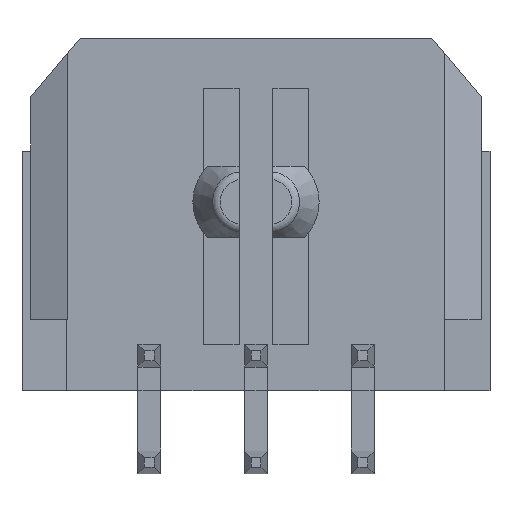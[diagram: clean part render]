
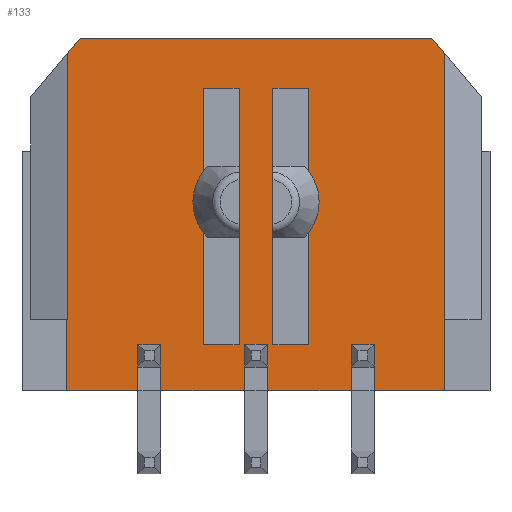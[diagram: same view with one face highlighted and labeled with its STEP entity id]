
A CAD part, front view. The second image highlights one B-rep face of the part: STEP entity #133.
In plain terms, the highlighted planar face has unit normal (0, -1, 0).
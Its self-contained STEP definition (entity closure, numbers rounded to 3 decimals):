
#133=ADVANCED_FACE('',(#559,#560,#561),#562,.T.);
#559=FACE_OUTER_BOUND('',#1283,.T.);
#560=FACE_BOUND('',#1284,.T.);
#561=FACE_BOUND('',#1285,.T.);
#562=PLANE('',#1286);
#1283=EDGE_LOOP('',(#2448,#2449,#2450,#2451,#2452,#2453,#2454,#2455,#2456,#2457,#2458,#2459,#2460,#2461,#2462,#2463,#2464,#2465,#2466,#2467,#2468,#2469,#2470,#2471,#2472,#2473,#2474));
#1284=EDGE_LOOP('',(#2475,#2476,#2477,#2478));
#1285=EDGE_LOOP('',(#2479,#2480,#2481,#2482));
#1286=AXIS2_PLACEMENT_3D('',#2483,#2484,#2485);
#2448=ORIENTED_EDGE('',*,*,#4973,.F.);
#2449=ORIENTED_EDGE('',*,*,#4962,.F.);
#2450=ORIENTED_EDGE('',*,*,#4974,.T.);
#2451=ORIENTED_EDGE('',*,*,#4975,.T.);
#2452=ORIENTED_EDGE('',*,*,#4976,.T.);
#2453=ORIENTED_EDGE('',*,*,#4977,.F.);
#2454=ORIENTED_EDGE('',*,*,#4978,.F.);
#2455=ORIENTED_EDGE('',*,*,#4952,.F.);
#2456=ORIENTED_EDGE('',*,*,#4979,.T.);
#2457=ORIENTED_EDGE('',*,*,#4980,.T.);
#2458=ORIENTED_EDGE('',*,*,#4981,.F.);
#2459=ORIENTED_EDGE('',*,*,#4982,.F.);
#2460=ORIENTED_EDGE('',*,*,#4914,.F.);
#2461=ORIENTED_EDGE('',*,*,#4945,.F.);
#2462=ORIENTED_EDGE('',*,*,#4732,.F.);
#2463=ORIENTED_EDGE('',*,*,#4983,.F.);
#2464=ORIENTED_EDGE('',*,*,#4984,.T.);
#2465=ORIENTED_EDGE('',*,*,#4985,.F.);
#2466=ORIENTED_EDGE('',*,*,#4986,.T.);
#2467=ORIENTED_EDGE('',*,*,#4987,.T.);
#2468=ORIENTED_EDGE('',*,*,#4731,.T.);
#2469=ORIENTED_EDGE('',*,*,#4988,.T.);
#2470=ORIENTED_EDGE('',*,*,#4958,.F.);
#2471=ORIENTED_EDGE('',*,*,#4989,.T.);
#2472=ORIENTED_EDGE('',*,*,#4990,.T.);
#2473=ORIENTED_EDGE('',*,*,#4991,.T.);
#2474=ORIENTED_EDGE('',*,*,#4992,.F.);
#2475=ORIENTED_EDGE('',*,*,#4993,.T.);
#2476=ORIENTED_EDGE('',*,*,#4994,.F.);
#2477=ORIENTED_EDGE('',*,*,#4995,.T.);
#2478=ORIENTED_EDGE('',*,*,#4996,.T.);
#2479=ORIENTED_EDGE('',*,*,#4997,.F.);
#2480=ORIENTED_EDGE('',*,*,#4998,.F.);
#2481=ORIENTED_EDGE('',*,*,#4999,.F.);
#2482=ORIENTED_EDGE('',*,*,#5000,.T.);
#2483=CARTESIAN_POINT('',(-6.325,-3.435,4.95));
#2484=DIRECTION('',(0.0,-1.0,0.0));
#2485=DIRECTION('',(0.0,0.0,-1.0));
#4731=EDGE_CURVE('',#5682,#5686,#5688,.T.);
#4732=EDGE_CURVE('',#5679,#5689,#5690,.T.);
#4914=EDGE_CURVE('',#6014,#6016,#6017,.T.);
#4945=EDGE_CURVE('',#5689,#6014,#6068,.T.);
#4952=EDGE_CURVE('',#6078,#6080,#6081,.T.);
#4958=EDGE_CURVE('',#6091,#6092,#6093,.T.);
#4962=EDGE_CURVE('',#6096,#6098,#6099,.T.);
#4973=EDGE_CURVE('',#6098,#6118,#6119,.T.);
#4974=EDGE_CURVE('',#6096,#6120,#6121,.T.);
#4975=EDGE_CURVE('',#6120,#6122,#6123,.T.);
#4976=EDGE_CURVE('',#6122,#6124,#6125,.T.);
#4977=EDGE_CURVE('',#6126,#6124,#6127,.T.);
#4978=EDGE_CURVE('',#6080,#6126,#6128,.T.);
#4979=EDGE_CURVE('',#6078,#6129,#6130,.T.);
#4980=EDGE_CURVE('',#6129,#6131,#6132,.T.);
#4981=EDGE_CURVE('',#6133,#6131,#6134,.T.);
#4982=EDGE_CURVE('',#6016,#6133,#6135,.T.);
#4983=EDGE_CURVE('',#6136,#5679,#6137,.T.);
#4984=EDGE_CURVE('',#6136,#6138,#6139,.T.);
#4985=EDGE_CURVE('',#6140,#6138,#6141,.T.);
#4986=EDGE_CURVE('',#6140,#6142,#6143,.T.);
#4987=EDGE_CURVE('',#6142,#5682,#6144,.T.);
#4988=EDGE_CURVE('',#5686,#6092,#6145,.T.);
#4989=EDGE_CURVE('',#6091,#6146,#6147,.T.);
#4990=EDGE_CURVE('',#6146,#6148,#6149,.T.);
#4991=EDGE_CURVE('',#6148,#6150,#6151,.T.);
#4992=EDGE_CURVE('',#6118,#6150,#6152,.T.);
#4993=EDGE_CURVE('',#6153,#6154,#6155,.T.);
#4994=EDGE_CURVE('',#6156,#6154,#6157,.T.);
#4995=EDGE_CURVE('',#6156,#6158,#6159,.T.);
#4996=EDGE_CURVE('',#6158,#6153,#6160,.T.);
#4997=EDGE_CURVE('',#6161,#6162,#6163,.T.);
#4998=EDGE_CURVE('',#6164,#6161,#6165,.T.);
#4999=EDGE_CURVE('',#6166,#6164,#6167,.T.);
#5000=EDGE_CURVE('',#6166,#6162,#6168,.T.);
#5679=VERTEX_POINT('',#7135);
#5682=VERTEX_POINT('',#7140);
#5686=VERTEX_POINT('',#7146);
#5688=LINE('',#7149,#7150);
#5689=VERTEX_POINT('',#7151);
#5690=LINE('',#7152,#7153);
#6014=VERTEX_POINT('',#7657);
#6016=VERTEX_POINT('',#7660);
#6017=LINE('',#7661,#7662);
#6068=LINE('',#7743,#7744);
#6078=VERTEX_POINT('',#7759);
#6080=VERTEX_POINT('',#7762);
#6081=LINE('',#7763,#7764);
#6091=VERTEX_POINT('',#7779);
#6092=VERTEX_POINT('',#7780);
#6093=LINE('',#7781,#7782);
#6096=VERTEX_POINT('',#7787);
#6098=VERTEX_POINT('',#7790);
#6099=LINE('',#7791,#7792);
#6118=VERTEX_POINT('',#7821);
#6119=LINE('',#7822,#7823);
#6120=VERTEX_POINT('',#7824);
#6121=LINE('',#7825,#7826);
#6122=VERTEX_POINT('',#7827);
#6123=LINE('',#7828,#7829);
#6124=VERTEX_POINT('',#7830);
#6125=LINE('',#7831,#7832);
#6126=VERTEX_POINT('',#7833);
#6127=LINE('',#7834,#7835);
#6128=LINE('',#7836,#7837);
#6129=VERTEX_POINT('',#7838);
#6130=LINE('',#7839,#7840);
#6131=VERTEX_POINT('',#7841);
#6132=LINE('',#7842,#7843);
#6133=VERTEX_POINT('',#7844);
#6134=LINE('',#7845,#7846);
#6135=LINE('',#7847,#7848);
#6136=VERTEX_POINT('',#7849);
#6137=LINE('',#7850,#7851);
#6138=VERTEX_POINT('',#7852);
#6139=LINE('',#7853,#7854);
#6140=VERTEX_POINT('',#7855);
#6141=LINE('',#7856,#7857);
#6142=VERTEX_POINT('',#7858);
#6143=LINE('',#7859,#7860);
#6144=LINE('',#7861,#7862);
#6145=LINE('',#7863,#7864);
#6146=VERTEX_POINT('',#7865);
#6147=LINE('',#7866,#7867);
#6148=VERTEX_POINT('',#7868);
#6149=LINE('',#7869,#7870);
#6150=VERTEX_POINT('',#7871);
#6151=LINE('',#7872,#7873);
#6152=LINE('',#7874,#7875);
#6153=VERTEX_POINT('',#7876);
#6154=VERTEX_POINT('',#7877);
#6155=LINE('',#7878,#7879);
#6156=VERTEX_POINT('',#7880);
#6157=LINE('',#7881,#7882);
#6158=VERTEX_POINT('',#7883);
#6159=LINE('',#7884,#7885);
#6160=LINE('',#7886,#7887);
#6161=VERTEX_POINT('',#7888);
#6162=VERTEX_POINT('',#7889);
#6163=LINE('',#7890,#7891);
#6164=VERTEX_POINT('',#7892);
#6165=LINE('',#7893,#7894);
#6166=VERTEX_POINT('',#7895);
#6167=LINE('',#7896,#7897);
#6168=LINE('',#7898,#7899);
#7135=CARTESIAN_POINT('',(5.305,-3.435,-2.96));
#7140=CARTESIAN_POINT('',(-5.305,-3.435,-2.96));
#7146=CARTESIAN_POINT('',(-5.325,-3.435,-2.96));
#7149=CARTESIAN_POINT('',(-5.305,-3.435,-2.96));
#7150=VECTOR('',#9468,0.02);
#7151=CARTESIAN_POINT('',(5.305,-3.435,-4.96));
#7152=CARTESIAN_POINT('',(5.305,-3.435,-2.96));
#7153=VECTOR('',#9469,2.0);
#7657=CARTESIAN_POINT('',(3.32,-3.435,-4.96));
#7660=CARTESIAN_POINT('',(3.32,-3.435,-4.29));
#7661=CARTESIAN_POINT('',(3.32,-3.435,-4.96));
#7662=VECTOR('',#9651,0.67);
#7743=CARTESIAN_POINT('',(5.305,-3.435,-4.96));
#7744=VECTOR('',#9682,1.985);
#7759=CARTESIAN_POINT('',(2.68,-3.435,-4.96));
#7762=CARTESIAN_POINT('',(0.32,-3.435,-4.96));
#7763=CARTESIAN_POINT('',(2.68,-3.435,-4.96));
#7764=VECTOR('',#9689,2.36);
#7779=CARTESIAN_POINT('',(-3.32,-3.435,-4.96));
#7780=CARTESIAN_POINT('',(-5.325,-3.435,-4.96));
#7781=CARTESIAN_POINT('',(-3.32,-3.435,-4.96));
#7782=VECTOR('',#9695,2.005);
#7787=CARTESIAN_POINT('',(-0.32,-3.435,-4.96));
#7790=CARTESIAN_POINT('',(-2.68,-3.435,-4.96));
#7791=CARTESIAN_POINT('',(-0.32,-3.435,-4.96));
#7792=VECTOR('',#9699,2.36);
#7821=CARTESIAN_POINT('',(-2.68,-3.435,-4.29));
#7822=CARTESIAN_POINT('',(-2.68,-3.435,-4.96));
#7823=VECTOR('',#9710,0.67);
#7824=CARTESIAN_POINT('',(-0.32,-3.435,-4.29));
#7825=CARTESIAN_POINT('',(-0.32,-3.435,-4.96));
#7826=VECTOR('',#9711,0.67);
#7827=CARTESIAN_POINT('',(-0.32,-3.435,-3.65));
#7828=CARTESIAN_POINT('',(-0.32,-3.435,-4.29));
#7829=VECTOR('',#9712,0.64);
#7830=CARTESIAN_POINT('',(0.32,-3.435,-3.65));
#7831=CARTESIAN_POINT('',(-0.32,-3.435,-3.65));
#7832=VECTOR('',#9713,0.64);
#7833=CARTESIAN_POINT('',(0.32,-3.435,-4.29));
#7834=CARTESIAN_POINT('',(0.32,-3.435,-4.29));
#7835=VECTOR('',#9714,0.64);
#7836=CARTESIAN_POINT('',(0.32,-3.435,-4.96));
#7837=VECTOR('',#9715,0.67);
#7838=CARTESIAN_POINT('',(2.68,-3.435,-4.29));
#7839=CARTESIAN_POINT('',(2.68,-3.435,-4.96));
#7840=VECTOR('',#9716,0.67);
#7841=CARTESIAN_POINT('',(2.68,-3.435,-3.65));
#7842=CARTESIAN_POINT('',(2.68,-3.435,-4.29));
#7843=VECTOR('',#9717,0.64);
#7844=CARTESIAN_POINT('',(3.32,-3.435,-3.65));
#7845=CARTESIAN_POINT('',(3.32,-3.435,-3.65));
#7846=VECTOR('',#9718,0.64);
#7847=CARTESIAN_POINT('',(3.32,-3.435,-4.29));
#7848=VECTOR('',#9719,0.64);
#7849=CARTESIAN_POINT('',(5.305,-3.435,4.516));
#7850=CARTESIAN_POINT('',(5.305,-3.435,4.516));
#7851=VECTOR('',#9720,7.476);
#7852=CARTESIAN_POINT('',(4.94,-3.435,4.95));
#7853=CARTESIAN_POINT('',(5.305,-3.435,4.516));
#7854=VECTOR('',#9721,0.567);
#7855=CARTESIAN_POINT('',(-4.94,-3.435,4.95));
#7856=CARTESIAN_POINT('',(-4.94,-3.435,4.95));
#7857=VECTOR('',#9722,9.881);
#7858=CARTESIAN_POINT('',(-5.305,-3.435,4.516));
#7859=CARTESIAN_POINT('',(-4.94,-3.435,4.95));
#7860=VECTOR('',#9723,0.567);
#7861=CARTESIAN_POINT('',(-5.305,-3.435,4.516));
#7862=VECTOR('',#9724,7.476);
#7863=CARTESIAN_POINT('',(-5.325,-3.435,-2.96));
#7864=VECTOR('',#9725,2.0);
#7865=CARTESIAN_POINT('',(-3.32,-3.435,-4.29));
#7866=CARTESIAN_POINT('',(-3.32,-3.435,-4.96));
#7867=VECTOR('',#9726,0.67);
#7868=CARTESIAN_POINT('',(-3.32,-3.435,-3.65));
#7869=CARTESIAN_POINT('',(-3.32,-3.435,-4.29));
#7870=VECTOR('',#9727,0.64);
#7871=CARTESIAN_POINT('',(-2.68,-3.435,-3.65));
#7872=CARTESIAN_POINT('',(-3.32,-3.435,-3.65));
#7873=VECTOR('',#9728,0.64);
#7874=CARTESIAN_POINT('',(-2.68,-3.435,-4.29));
#7875=VECTOR('',#9729,0.64);
#7876=CARTESIAN_POINT('',(-0.475,-3.435,-3.66));
#7877=CARTESIAN_POINT('',(-1.475,-3.435,-3.66));
#7878=CARTESIAN_POINT('',(-0.475,-3.435,-3.66));
#7879=VECTOR('',#9730,1.0);
#7880=CARTESIAN_POINT('',(-1.475,-3.435,3.54));
#7881=CARTESIAN_POINT('',(-1.475,-3.435,3.54));
#7882=VECTOR('',#9731,7.2);
#7883=CARTESIAN_POINT('',(-0.475,-3.435,3.54));
#7884=CARTESIAN_POINT('',(-1.475,-3.435,3.54));
#7885=VECTOR('',#9732,1.0);
#7886=CARTESIAN_POINT('',(-0.475,-3.435,3.54));
#7887=VECTOR('',#9733,7.2);
#7888=CARTESIAN_POINT('',(1.475,-3.435,3.54));
#7889=CARTESIAN_POINT('',(0.475,-3.435,3.54));
#7890=CARTESIAN_POINT('',(1.475,-3.435,3.54));
#7891=VECTOR('',#9734,1.0);
#7892=CARTESIAN_POINT('',(1.475,-3.435,-3.66));
#7893=CARTESIAN_POINT('',(1.475,-3.435,-3.66));
#7894=VECTOR('',#9735,7.2);
#7895=CARTESIAN_POINT('',(0.475,-3.435,-3.66));
#7896=CARTESIAN_POINT('',(0.475,-3.435,-3.66));
#7897=VECTOR('',#9736,1.0);
#7898=CARTESIAN_POINT('',(0.475,-3.435,-3.66));
#7899=VECTOR('',#9737,7.2);
#9468=DIRECTION('',(-1.0,0.,0.0));
#9469=DIRECTION('',(0.0,0.0,-1.0));
#9651=DIRECTION('',(0.0,0.0,1.0));
#9682=DIRECTION('',(-1.0,0.0,0.0));
#9689=DIRECTION('',(-1.0,0.0,0.0));
#9695=DIRECTION('',(-1.0,0.0,0.0));
#9699=DIRECTION('',(-1.0,0.0,0.0));
#9710=DIRECTION('',(0.0,0.0,1.0));
#9711=DIRECTION('',(0.0,0.0,1.0));
#9712=DIRECTION('',(0.0,0.0,1.0));
#9713=DIRECTION('',(1.0,0.0,0.0));
#9714=DIRECTION('',(0.0,0.0,1.0));
#9715=DIRECTION('',(0.0,0.0,1.0));
#9716=DIRECTION('',(0.0,0.0,1.0));
#9717=DIRECTION('',(0.0,0.0,1.0));
#9718=DIRECTION('',(-1.0,0.0,0.0));
#9719=DIRECTION('',(0.0,0.0,1.0));
#9720=DIRECTION('',(0.0,0.0,-1.0));
#9721=DIRECTION('',(-0.643,0.0,0.766));
#9722=DIRECTION('',(1.0,0.0,0.0));
#9723=DIRECTION('',(-0.643,0.0,-0.766));
#9724=DIRECTION('',(0.0,0.0,-1.0));
#9725=DIRECTION('',(0.0,0.0,-1.0));
#9726=DIRECTION('',(0.0,0.0,1.0));
#9727=DIRECTION('',(0.0,0.0,1.0));
#9728=DIRECTION('',(1.0,0.0,0.0));
#9729=DIRECTION('',(0.0,0.0,1.0));
#9730=DIRECTION('',(-1.0,0.0,0.0));
#9731=DIRECTION('',(0.0,0.0,-1.0));
#9732=DIRECTION('',(1.0,0.0,0.0));
#9733=DIRECTION('',(0.0,0.0,-1.0));
#9734=DIRECTION('',(-1.0,0.0,0.0));
#9735=DIRECTION('',(0.0,0.0,1.0));
#9736=DIRECTION('',(1.0,0.0,0.0));
#9737=DIRECTION('',(0.0,0.0,1.0));
